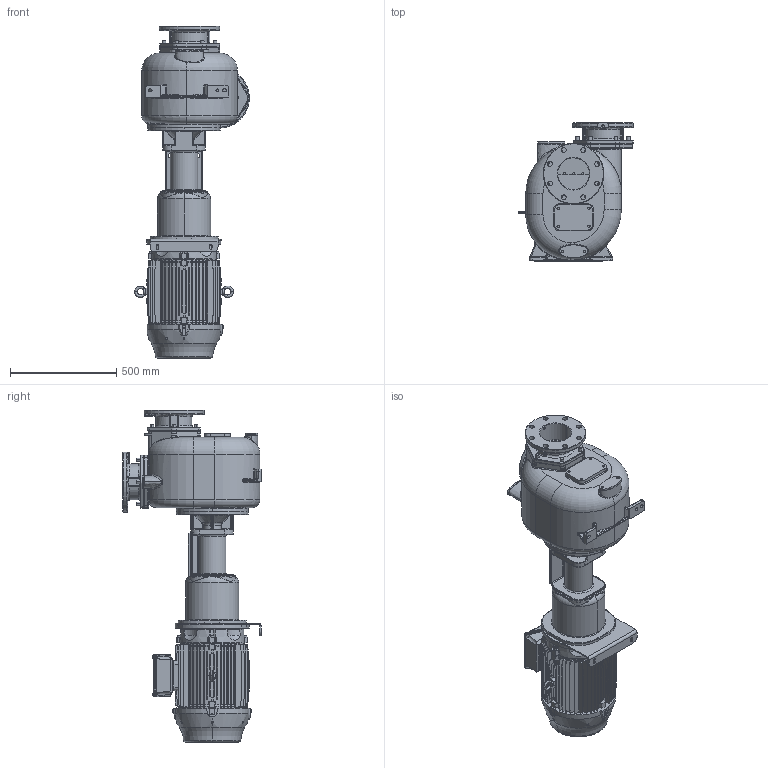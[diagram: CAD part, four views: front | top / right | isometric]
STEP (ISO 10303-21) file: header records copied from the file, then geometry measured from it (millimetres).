
FILE_DESCRIPTION((''),'2;1');
FILE_NAME('S161_BBT_F','2018-03-07T12:44:46',('Nicola'),(''),'CREO PARAMETRIC BY PTC INC, 2017110','CREO PARAMETRIC BY PTC INC, 2017110','');
FILE_SCHEMA(('CONFIG_CONTROL_DESIGN'));
Products named in the file (1): S161_BBT_F
Bounding box: 539.97 x 650 x 1563.6 mm (x, y, z)
Volume: 138010555.9 mm3; surface area: 3776627.1 mm2
Topology: 3 solids, 3 shells, 2855 faces, 7515 edges, 4801 vertices
Faces by surface type: cylinder 1026, plane 959, bspline 333, cone 292, torus 205, sphere 28, extrusion 12
Entity records: 132390 total; most frequent: CARTESIAN_POINT 63732, ORIENTED_EDGE 15022, DIRECTION 13760, EDGE_CURVE 7511, AXIS2_PLACEMENT_3D 5444, VERTEX_POINT 4801, EDGE_LOOP 3092, CIRCLE 2930
